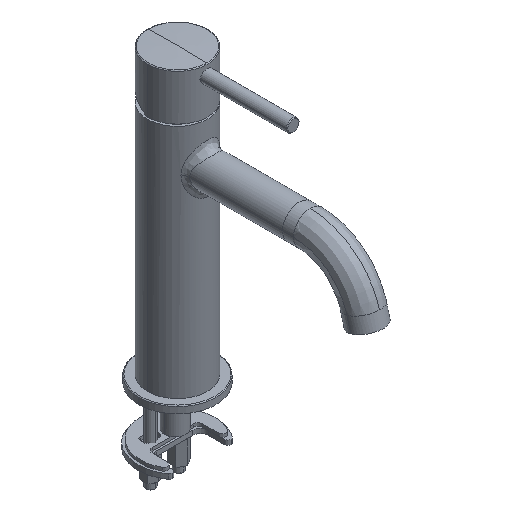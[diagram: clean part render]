
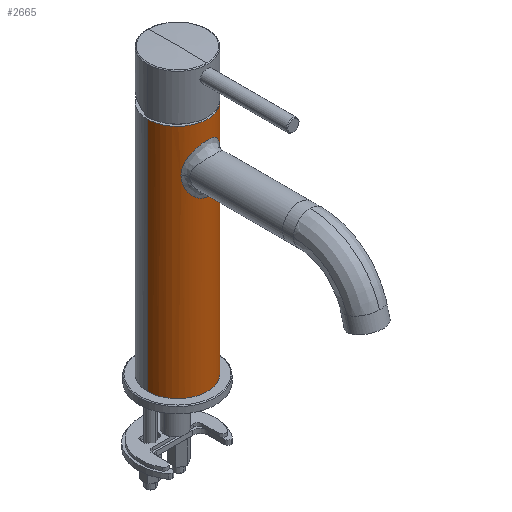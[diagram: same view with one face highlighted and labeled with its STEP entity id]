
A CAD part, isometric view. The second image highlights one B-rep face of the part: STEP entity #2665.
In plain terms, the highlighted cylindrical face has radius 19 mm (diameter 38 mm), a partial arc.
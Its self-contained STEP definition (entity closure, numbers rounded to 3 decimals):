
#2665=ADVANCED_FACE('',(#6275,#3840),#46495,.T.);
#3840=FACE_BOUND('',#9863,.T.);
#6275=FACE_OUTER_BOUND('',#9862,.T.);
#9862=EDGE_LOOP('',(#23630,#23631,#23632,#23633));
#9863=EDGE_LOOP('',(#23634,#23635));
#23630=ORIENTED_EDGE('',*,*,#31572,.T.);
#23631=ORIENTED_EDGE('',*,*,#31575,.T.);
#23632=ORIENTED_EDGE('',*,*,#31574,.T.);
#23633=ORIENTED_EDGE('',*,*,#31573,.T.);
#23634=ORIENTED_EDGE('',*,*,#32162,.T.);
#23635=ORIENTED_EDGE('',*,*,#31568,.F.);
#31568=EDGE_CURVE('',#43905,#43906,#39161,.T.);
#31572=EDGE_CURVE('',#43907,#43908,#39165,.T.);
#31573=EDGE_CURVE('',#43909,#43907,#33187,.T.);
#31574=EDGE_CURVE('',#43910,#43909,#39166,.T.);
#31575=EDGE_CURVE('',#43908,#43910,#33188,.T.);
#32162=EDGE_CURVE('',#43905,#43906,#39509,.T.);
#33187=(
BOUNDED_CURVE()
B_SPLINE_CURVE(2,(#102470,#102471,#102472,#102473,#102474),
 .UNSPECIFIED.,.F.,.F.)
B_SPLINE_CURVE_WITH_KNOTS((3,2,3),(-59.69,-29.845,
0.),.UNSPECIFIED.)
CURVE()
GEOMETRIC_REPRESENTATION_ITEM()
RATIONAL_B_SPLINE_CURVE((1.,0.707,1.,0.707,1.))
REPRESENTATION_ITEM('')
);
#33188=(
BOUNDED_CURVE()
B_SPLINE_CURVE(2,(#102477,#102478,#102479,#102480,#102481),
 .UNSPECIFIED.,.F.,.F.)
B_SPLINE_CURVE_WITH_KNOTS((3,2,3),(-59.69,-29.845,0.),
 .UNSPECIFIED.)
CURVE()
GEOMETRIC_REPRESENTATION_ITEM()
RATIONAL_B_SPLINE_CURVE((1.,0.707,1.,0.707,1.))
REPRESENTATION_ITEM('')
);
#39161=B_SPLINE_CURVE_WITH_KNOTS('',3,(#102412,#102413,#102414,#102415,
#102416,#102417,#102418,#102419,#102420,#102421,#102422,#102423,#102424,
#102425,#102426,#102427,#102428,#102429,#102430,#102431,#102432,#102433,
#102434),.UNSPECIFIED.,.F.,.F.,(4,1,1,1,1,1,1,1,1,1,1,1,1,1,1,1,1,1,1,1,
4),(-45.063,-43.815,-42.563,-40.037,
-37.455,-34.774,-31.953,-28.962,
-25.801,-24.173,-22.531,-20.851,
-19.187,-16.1,-13.169,-10.289,
-7.607,-5.026,-2.559,-1.277,
0.),.UNSPECIFIED.);
#39165=B_SPLINE_CURVE_WITH_KNOTS('',1,(#102468,#102469),.UNSPECIFIED.,.F.,
 .F.,(2,2),(-149.5,0.),.UNSPECIFIED.);
#39166=B_SPLINE_CURVE_WITH_KNOTS('',1,(#102475,#102476),.UNSPECIFIED.,.F.,
 .F.,(2,2),(-149.5,0.),.UNSPECIFIED.);
#39509=B_SPLINE_CURVE_WITH_KNOTS('',3,(#105117,#105118,#105119,#105120,
#105121,#105122,#105123,#105124,#105125,#105126,#105127,#105128,#105129,
#105130,#105131,#105132,#105133,#105134,#105135,#105136,#105137,#105138,
#105139),.UNSPECIFIED.,.F.,.F.,(4,1,1,1,1,1,1,1,1,1,1,1,1,1,1,1,1,1,1,1,
4),(0.,1.277,2.559,5.026,7.607,
10.289,13.169,16.1,19.187,20.851,
22.531,24.173,25.801,28.962,31.953,
34.774,37.455,40.037,42.563,43.815,
45.063),.UNSPECIFIED.);
#43905=VERTEX_POINT('',#102029);
#43906=VERTEX_POINT('',#102030);
#43907=VERTEX_POINT('',#102031);
#43908=VERTEX_POINT('',#102032);
#43909=VERTEX_POINT('',#102033);
#43910=VERTEX_POINT('',#102034);
#46495=CYLINDRICAL_SURFACE('',#49672,19.);
#49672=AXIS2_PLACEMENT_3D('',#96991,#52121,$);
#52121=DIRECTION('',(0.,0.,-1.));
#96991=CARTESIAN_POINT('',(0.,0.,70.425));
#102029=CARTESIAN_POINT('',(14.506,-12.271,118.175));
#102030=CARTESIAN_POINT('',(14.506,12.271,118.175));
#102031=CARTESIAN_POINT('',(0.,-19.,145.175));
#102032=CARTESIAN_POINT('',(0.,-19.,-4.325));
#102033=CARTESIAN_POINT('',(0.,19.,145.175));
#102034=CARTESIAN_POINT('',(0.,19.,-4.325));
#102412=CARTESIAN_POINT('',(14.506,-12.271,118.175));
#102413=CARTESIAN_POINT('',(14.506,-12.271,117.711));
#102414=CARTESIAN_POINT('',(14.534,-12.238,116.782));
#102415=CARTESIAN_POINT('',(14.7,-12.04,114.937));
#102416=CARTESIAN_POINT('',(15.098,-11.548,112.697));
#102417=CARTESIAN_POINT('',(15.79,-10.596,110.196));
#102418=CARTESIAN_POINT('',(16.609,-9.28,107.899));
#102419=CARTESIAN_POINT('',(17.469,-7.569,105.847));
#102420=CARTESIAN_POINT('',(18.265,-5.425,104.14));
#102421=CARTESIAN_POINT('',(18.75,-3.304,103.166));
#102422=CARTESIAN_POINT('',(18.963,-1.446,102.748));
#102423=CARTESIAN_POINT('',(19.019,0.011,102.638));
#102424=CARTESIAN_POINT('',(18.961,1.48,102.751));
#102425=CARTESIAN_POINT('',(18.744,3.335,103.179));
#102426=CARTESIAN_POINT('',(18.262,5.427,104.147));
#102427=CARTESIAN_POINT('',(17.475,7.556,105.834));
#102428=CARTESIAN_POINT('',(16.615,9.271,107.882));
#102429=CARTESIAN_POINT('',(15.79,10.596,110.196));
#102430=CARTESIAN_POINT('',(15.103,11.541,112.678));
#102431=CARTESIAN_POINT('',(14.705,12.033,114.905));
#102432=CARTESIAN_POINT('',(14.536,12.236,116.749));
#102433=CARTESIAN_POINT('',(14.506,12.271,117.7));
#102434=CARTESIAN_POINT('',(14.506,12.271,118.175));
#102468=CARTESIAN_POINT('',(0.,-19.,145.175));
#102469=CARTESIAN_POINT('',(0.,-19.,-4.325));
#102470=CARTESIAN_POINT('',(0.,19.,145.175));
#102471=CARTESIAN_POINT('',(19.,19.,145.175));
#102472=CARTESIAN_POINT('',(19.,0.,145.175));
#102473=CARTESIAN_POINT('',(19.,-19.,145.175));
#102474=CARTESIAN_POINT('',(0.,-19.,145.175));
#102475=CARTESIAN_POINT('',(0.,19.,-4.325));
#102476=CARTESIAN_POINT('',(0.,19.,145.175));
#102477=CARTESIAN_POINT('',(0.,-19.,-4.325));
#102478=CARTESIAN_POINT('',(19.,-19.,-4.325));
#102479=CARTESIAN_POINT('',(19.,0.,-4.325));
#102480=CARTESIAN_POINT('',(19.,19.,-4.325));
#102481=CARTESIAN_POINT('',(0.,19.,-4.325));
#105117=CARTESIAN_POINT('',(14.506,-12.271,118.175));
#105118=CARTESIAN_POINT('',(14.506,-12.271,118.651));
#105119=CARTESIAN_POINT('',(14.536,-12.236,119.602));
#105120=CARTESIAN_POINT('',(14.705,-12.033,121.445));
#105121=CARTESIAN_POINT('',(15.103,-11.541,123.673));
#105122=CARTESIAN_POINT('',(15.79,-10.596,126.155));
#105123=CARTESIAN_POINT('',(16.615,-9.271,128.469));
#105124=CARTESIAN_POINT('',(17.475,-7.556,130.517));
#105125=CARTESIAN_POINT('',(18.262,-5.427,132.204));
#105126=CARTESIAN_POINT('',(18.744,-3.335,133.172));
#105127=CARTESIAN_POINT('',(18.961,-1.48,133.6));
#105128=CARTESIAN_POINT('',(19.019,-0.011,133.713));
#105129=CARTESIAN_POINT('',(18.963,1.446,133.603));
#105130=CARTESIAN_POINT('',(18.75,3.304,133.185));
#105131=CARTESIAN_POINT('',(18.265,5.425,132.211));
#105132=CARTESIAN_POINT('',(17.469,7.569,130.504));
#105133=CARTESIAN_POINT('',(16.609,9.28,128.452));
#105134=CARTESIAN_POINT('',(15.79,10.596,126.155));
#105135=CARTESIAN_POINT('',(15.098,11.548,123.654));
#105136=CARTESIAN_POINT('',(14.7,12.04,121.414));
#105137=CARTESIAN_POINT('',(14.534,12.238,119.569));
#105138=CARTESIAN_POINT('',(14.506,12.271,118.64));
#105139=CARTESIAN_POINT('',(14.506,12.271,118.175));
